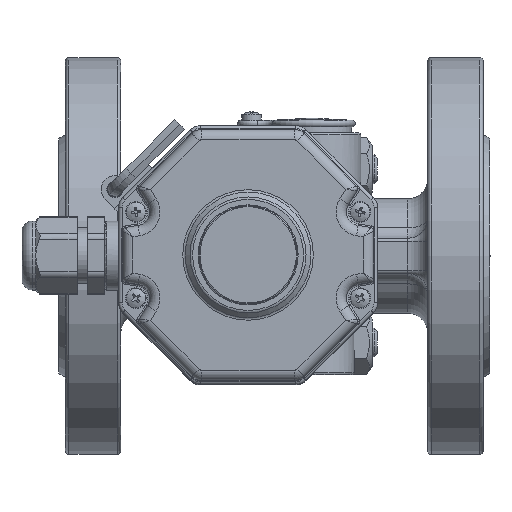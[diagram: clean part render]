
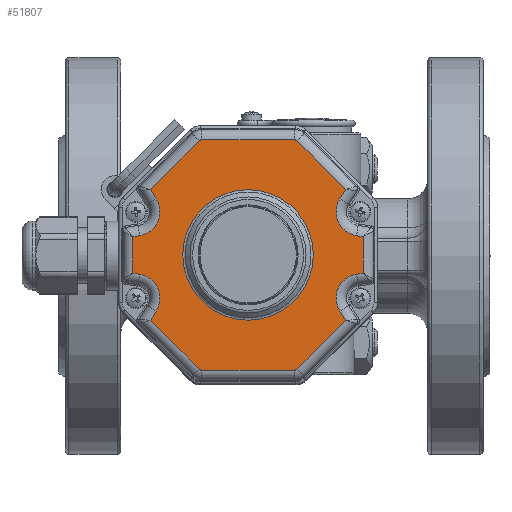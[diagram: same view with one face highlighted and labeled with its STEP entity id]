
A CAD part, top view. The second image highlights one B-rep face of the part: STEP entity #51807.
In plain terms, the highlighted face is planar.
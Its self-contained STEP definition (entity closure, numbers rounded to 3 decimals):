
#4669=CIRCLE('',#58550,1.);
#4674=CIRCLE('',#58558,1.);
#4682=CIRCLE('',#58571,7.);
#4691=CIRCLE('',#58585,1.);
#4695=CIRCLE('',#58592,7.);
#4699=CIRCLE('',#58597,1.);
#4734=CIRCLE('',#58684,7.);
#4735=CIRCLE('',#58685,7.);
#4736=CIRCLE('',#58686,18.914);
#15618=ORIENTED_EDGE('',*,*,#26018,.T.);
#15619=ORIENTED_EDGE('',*,*,#26197,.T.);
#15620=ORIENTED_EDGE('',*,*,#26008,.T.);
#15621=ORIENTED_EDGE('',*,*,#26004,.T.);
#15622=ORIENTED_EDGE('',*,*,#26010,.T.);
#15623=ORIENTED_EDGE('',*,*,#26013,.T.);
#15624=ORIENTED_EDGE('',*,*,#26020,.T.);
#15625=ORIENTED_EDGE('',*,*,#26025,.T.);
#15626=ORIENTED_EDGE('',*,*,#26035,.T.);
#15627=ORIENTED_EDGE('',*,*,#26041,.T.);
#15628=ORIENTED_EDGE('',*,*,#26044,.T.);
#15629=ORIENTED_EDGE('',*,*,#26055,.T.);
#15630=ORIENTED_EDGE('',*,*,#26066,.T.);
#15631=ORIENTED_EDGE('',*,*,#26072,.T.);
#15632=ORIENTED_EDGE('',*,*,#26078,.T.);
#15633=ORIENTED_EDGE('',*,*,#26082,.T.);
#15634=ORIENTED_EDGE('',*,*,#26076,.T.);
#15635=ORIENTED_EDGE('',*,*,#26070,.T.);
#15636=ORIENTED_EDGE('',*,*,#26064,.T.);
#15637=ORIENTED_EDGE('',*,*,#26059,.T.);
#15638=ORIENTED_EDGE('',*,*,#26049,.T.);
#15639=ORIENTED_EDGE('',*,*,#26198,.T.);
#15640=ORIENTED_EDGE('',*,*,#26039,.T.);
#15641=ORIENTED_EDGE('',*,*,#26029,.T.);
#15642=ORIENTED_EDGE('',*,*,#26199,.T.);
#26004=EDGE_CURVE('',#31854,#31856,#36186,.T.);
#26008=EDGE_CURVE('',#31857,#31854,#36189,.T.);
#26010=EDGE_CURVE('',#31856,#31860,#4669,.T.);
#26013=EDGE_CURVE('',#31860,#31862,#36190,.T.);
#26018=EDGE_CURVE('',#31863,#31866,#36193,.T.);
#26020=EDGE_CURVE('',#31862,#31868,#4674,.T.);
#26025=EDGE_CURVE('',#31868,#31871,#36194,.T.);
#26029=EDGE_CURVE('',#31872,#31863,#36197,.T.);
#26035=EDGE_CURVE('',#31871,#31877,#36198,.T.);
#26039=EDGE_CURVE('',#31878,#31872,#36201,.T.);
#26041=EDGE_CURVE('',#31877,#31881,#4682,.T.);
#26044=EDGE_CURVE('',#31881,#31883,#36202,.T.);
#26049=EDGE_CURVE('',#31884,#31887,#36205,.T.);
#26055=EDGE_CURVE('',#31883,#31891,#36206,.T.);
#26059=EDGE_CURVE('',#31892,#31884,#36209,.T.);
#26064=EDGE_CURVE('',#31895,#31892,#4691,.T.);
#26066=EDGE_CURVE('',#31891,#31898,#36210,.T.);
#26070=EDGE_CURVE('',#31899,#31895,#36213,.T.);
#26072=EDGE_CURVE('',#31898,#31902,#4695,.T.);
#26076=EDGE_CURVE('',#31903,#31899,#4699,.T.);
#26078=EDGE_CURVE('',#31902,#31906,#36214,.T.);
#26082=EDGE_CURVE('',#31906,#31903,#36217,.T.);
#26197=EDGE_CURVE('',#31866,#31857,#4734,.T.);
#26198=EDGE_CURVE('',#31887,#31878,#4735,.T.);
#26199=EDGE_CURVE('',#31970,#31970,#4736,.T.);
#31854=VERTEX_POINT('',#95577);
#31856=VERTEX_POINT('',#95596);
#31857=VERTEX_POINT('',#95601);
#31860=VERTEX_POINT('',#95608);
#31862=VERTEX_POINT('',#95614);
#31863=VERTEX_POINT('',#95633);
#31866=VERTEX_POINT('',#95638);
#31868=VERTEX_POINT('',#95643);
#31871=VERTEX_POINT('',#95722);
#31872=VERTEX_POINT('',#95741);
#31877=VERTEX_POINT('',#95860);
#31878=VERTEX_POINT('',#95865);
#31881=VERTEX_POINT('',#95872);
#31883=VERTEX_POINT('',#95892);
#31884=VERTEX_POINT('',#95911);
#31887=VERTEX_POINT('',#95916);
#31891=VERTEX_POINT('',#96047);
#31892=VERTEX_POINT('',#96052);
#31895=VERTEX_POINT('',#96117);
#31898=VERTEX_POINT('',#96124);
#31899=VERTEX_POINT('',#96129);
#31902=VERTEX_POINT('',#96136);
#31903=VERTEX_POINT('',#96141);
#31906=VERTEX_POINT('',#96162);
#31970=VERTEX_POINT('',#96449);
#36186=LINE('',#95597,#39890);
#36189=LINE('',#95604,#39893);
#36190=LINE('',#95615,#39894);
#36193=LINE('',#95639,#39897);
#36194=LINE('',#95723,#39898);
#36197=LINE('',#95744,#39901);
#36198=LINE('',#95861,#39902);
#36201=LINE('',#95868,#39905);
#36202=LINE('',#95893,#39906);
#36205=LINE('',#95917,#39909);
#36206=LINE('',#96048,#39910);
#36209=LINE('',#96055,#39913);
#36210=LINE('',#96125,#39914);
#36213=LINE('',#96132,#39917);
#36214=LINE('',#96163,#39918);
#36217=LINE('',#96183,#39921);
#39890=VECTOR('',#70740,1000.);
#39893=VECTOR('',#70747,1000.);
#39894=VECTOR('',#70760,1000.);
#39897=VECTOR('',#70767,1000.);
#39898=VECTOR('',#70780,1000.);
#39901=VECTOR('',#70785,1000.);
#39902=VECTOR('',#70794,1000.);
#39905=VECTOR('',#70801,1000.);
#39906=VECTOR('',#70812,1000.);
#39909=VECTOR('',#70819,1000.);
#39910=VECTOR('',#70826,1000.);
#39913=VECTOR('',#70833,1000.);
#39914=VECTOR('',#70848,1000.);
#39917=VECTOR('',#70855,1000.);
#39918=VECTOR('',#70874,1000.);
#39921=VECTOR('',#70879,1000.);
#43344=EDGE_LOOP('',(#15618,#15619,#15620,#15621,#15622,#15623,#15624,#15625,
#15626,#15627,#15628,#15629,#15630,#15631,#15632,#15633,#15634,#15635,#15636,
#15637,#15638,#15639,#15640,#15641));
#43345=EDGE_LOOP('',(#15642));
#47055=FACE_BOUND('',#43344,.T.);
#47056=FACE_BOUND('',#43345,.T.);
#49320=PLANE('',#58683);
#51807=ADVANCED_FACE('',(#47055,#47056),#49320,.T.);
#58550=AXIS2_PLACEMENT_3D('',#95609,#70752,#70753);
#58558=AXIS2_PLACEMENT_3D('',#95644,#70772,#70773);
#58571=AXIS2_PLACEMENT_3D('',#95873,#70806,#70807);
#58585=AXIS2_PLACEMENT_3D('',#96120,#70842,#70843);
#58592=AXIS2_PLACEMENT_3D('',#96137,#70860,#70861);
#58597=AXIS2_PLACEMENT_3D('',#96144,#70870,#70871);
#58683=AXIS2_PLACEMENT_3D('',#96445,#71126,#71127);
#58684=AXIS2_PLACEMENT_3D('',#96446,#71128,#71129);
#58685=AXIS2_PLACEMENT_3D('',#96447,#71130,#71131);
#58686=AXIS2_PLACEMENT_3D('',#96448,#71132,#71133);
#70740=DIRECTION('',(-0.707,0.,0.707));
#70747=DIRECTION('',(-0.844,0.,-0.536));
#70752=DIRECTION('',(0.,1.,0.));
#70753=DIRECTION('',(0.,0.,1.));
#70760=DIRECTION('',(0.,0.,1.));
#70767=DIRECTION('',(-0.156,0.,0.988));
#70772=DIRECTION('',(0.,1.,0.));
#70773=DIRECTION('',(0.,0.,1.));
#70780=DIRECTION('',(0.707,0.,0.707));
#70785=DIRECTION('',(-1.,0.,0.));
#70794=DIRECTION('',(0.844,0.,-0.536));
#70801=DIRECTION('',(-0.156,0.,-0.988));
#70806=DIRECTION('',(0.,-1.,0.));
#70807=DIRECTION('',(0.,0.,1.));
#70812=DIRECTION('',(0.156,0.,0.988));
#70819=DIRECTION('',(-0.844,0.,0.536));
#70826=DIRECTION('',(1.,0.,0.));
#70833=DIRECTION('',(-0.707,0.,-0.707));
#70842=DIRECTION('',(0.,1.,0.));
#70843=DIRECTION('',(0.,0.,1.));
#70848=DIRECTION('',(0.156,0.,-0.988));
#70855=DIRECTION('',(0.,0.,-1.));
#70860=DIRECTION('',(0.,-1.,0.));
#70861=DIRECTION('',(0.,0.,1.));
#70870=DIRECTION('',(0.,1.,0.));
#70871=DIRECTION('',(0.,0.,1.));
#70874=DIRECTION('',(0.844,0.,0.536));
#70879=DIRECTION('',(0.707,0.,-0.707));
#71126=DIRECTION('',(0.,1.,0.));
#71127=DIRECTION('',(0.,0.,1.));
#71128=DIRECTION('',(0.,-1.,0.));
#71129=DIRECTION('',(0.,0.,1.));
#71130=DIRECTION('',(0.,-1.,0.));
#71131=DIRECTION('',(0.,0.,1.));
#71132=DIRECTION('',(0.,-1.,0.));
#71133=DIRECTION('',(0.,0.,1.));
#95577=CARTESIAN_POINT('',(-18.939,26.,-28.296));
#95596=CARTESIAN_POINT('',(-33.107,26.,-14.128));
#95597=CARTESIAN_POINT('',(-33.107,26.,-14.128));
#95601=CARTESIAN_POINT('',(-16.251,26.,-26.59));
#95604=CARTESIAN_POINT('',(-20.292,26.,-29.154));
#95608=CARTESIAN_POINT('',(-33.4,26.,-13.421));
#95609=CARTESIAN_POINT('',(-32.4,26.,-13.421));
#95614=CARTESIAN_POINT('',(-33.4,26.,13.421));
#95615=CARTESIAN_POINT('',(-33.4,26.,13.421));
#95633=CARTESIAN_POINT('',(-5.27,26.,-33.4));
#95638=CARTESIAN_POINT('',(-5.586,26.,-31.405));
#95639=CARTESIAN_POINT('',(-10.302,26.,-1.632));
#95643=CARTESIAN_POINT('',(-33.107,26.,14.128));
#95644=CARTESIAN_POINT('',(-32.4,26.,13.421));
#95722=CARTESIAN_POINT('',(-18.939,26.,28.296));
#95723=CARTESIAN_POINT('',(-17.806,26.,29.429));
#95741=CARTESIAN_POINT('',(5.27,26.,-33.4));
#95744=CARTESIAN_POINT('',(-6.978,26.,-33.4));
#95860=CARTESIAN_POINT('',(-16.251,26.,26.59));
#95861=CARTESIAN_POINT('',(7.364,26.,11.603));
#95865=CARTESIAN_POINT('',(5.586,26.,-31.405));
#95868=CARTESIAN_POINT('',(5.003,26.,-35.087));
#95872=CARTESIAN_POINT('',(-5.586,26.,31.405));
#95873=CARTESIAN_POINT('',(-12.5,26.,32.5));
#95892=CARTESIAN_POINT('',(-5.27,26.,33.4));
#95893=CARTESIAN_POINT('',(-5.003,26.,35.087));
#95911=CARTESIAN_POINT('',(18.939,26.,-28.296));
#95916=CARTESIAN_POINT('',(16.251,26.,-26.59));
#95917=CARTESIAN_POINT('',(-7.364,26.,-11.603));
#96047=CARTESIAN_POINT('',(5.27,26.,33.4));
#96048=CARTESIAN_POINT('',(6.978,26.,33.4));
#96052=CARTESIAN_POINT('',(33.107,26.,-14.128));
#96055=CARTESIAN_POINT('',(17.806,26.,-29.429));
#96117=CARTESIAN_POINT('',(33.4,26.,-13.421));
#96120=CARTESIAN_POINT('',(32.4,26.,-13.421));
#96124=CARTESIAN_POINT('',(5.586,26.,31.405));
#96125=CARTESIAN_POINT('',(10.302,26.,1.632));
#96129=CARTESIAN_POINT('',(33.4,26.,13.421));
#96132=CARTESIAN_POINT('',(33.4,26.,-13.421));
#96136=CARTESIAN_POINT('',(16.251,26.,26.59));
#96137=CARTESIAN_POINT('',(12.5,26.,32.5));
#96141=CARTESIAN_POINT('',(33.107,26.,14.128));
#96144=CARTESIAN_POINT('',(32.4,26.,13.421));
#96162=CARTESIAN_POINT('',(18.939,26.,28.296));
#96163=CARTESIAN_POINT('',(20.292,26.,29.154));
#96183=CARTESIAN_POINT('',(33.107,26.,14.128));
#96445=CARTESIAN_POINT('',(0.,26.,0.));
#96446=CARTESIAN_POINT('',(-12.5,26.,-32.5));
#96447=CARTESIAN_POINT('',(12.5,26.,-32.5));
#96448=CARTESIAN_POINT('',(0.,26.,0.));
#96449=CARTESIAN_POINT('',(0.,26.,18.914));
